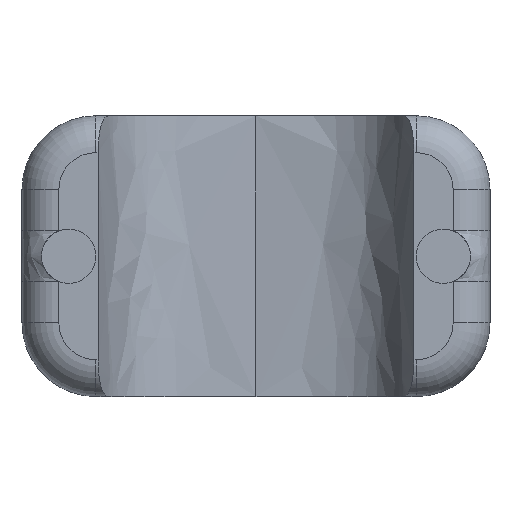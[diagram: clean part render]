
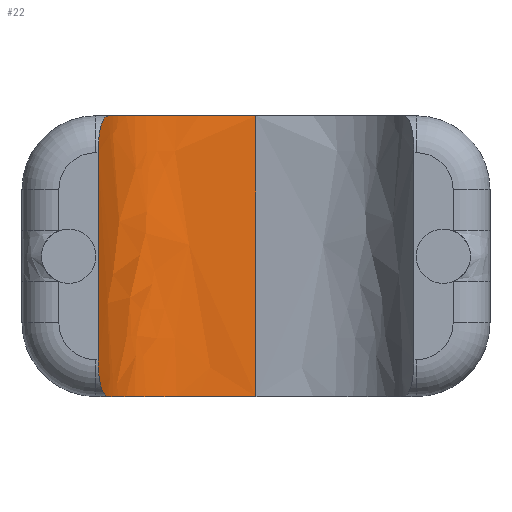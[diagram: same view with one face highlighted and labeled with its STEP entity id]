
A CAD part, front view. The second image highlights one B-rep face of the part: STEP entity #22.
In plain terms, the highlighted free-form (B-spline) face has degree [3, 1] with [4, 2] control points.
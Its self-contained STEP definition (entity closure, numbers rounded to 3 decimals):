
#4 = CARTESIAN_POINT ( 'NONE',  ( 3.175, 1.58, 0. ) ) ;
#22 = ADVANCED_FACE ( 'NONE', ( #1493 ), #1661, .F. ) ;
#30 = ORIENTED_EDGE ( 'NONE', *, *, #3573, .T. ) ;
#77 = EDGE_CURVE ( 'NONE', #508, #2156, #783, .T. ) ;
#105 = CARTESIAN_POINT ( 'NONE',  ( 3.175, 1.58, 3.81 ) ) ;
#241 = CARTESIAN_POINT ( 'NONE',  ( 1.174, 0.5, 3.81 ) ) ;
#317 = VERTEX_POINT ( 'NONE', #4047 ) ;
#393 = CARTESIAN_POINT ( 'NONE',  ( 1.033, 0., 3.81 ) ) ;
#508 = VERTEX_POINT ( 'NONE', #3138 ) ;
#610 = DIRECTION ( 'NONE',  ( 0., 0., 1. ) ) ;
#630 = CARTESIAN_POINT ( 'NONE',  ( 1.174, 0.5, 0. ) ) ;
#640 = CARTESIAN_POINT ( 'NONE',  ( 1.046, 0.057, 3.576 ) ) ;
#739 = CARTESIAN_POINT ( 'NONE',  ( 1.585, 1.58, 3.81 ) ) ;
#783 = B_SPLINE_CURVE_WITH_KNOTS ( 'NONE', 3,
 ( #1186, #3711, #1209, #4312 ),
 .UNSPECIFIED., .F., .F.,
 ( 4, 4 ),
 ( 0., 0.83 ),
 .UNSPECIFIED. ) ;
#842 = VECTOR ( 'NONE', #1378, 1000. ) ;
#908 = CARTESIAN_POINT ( 'NONE',  ( 1.174, 0.5, 0. ) ) ;
#987 = CARTESIAN_POINT ( 'NONE',  ( 1.174, 0.5, 3.81 ) ) ;
#1059 = CARTESIAN_POINT ( 'NONE',  ( 1.294, 1.081, 3.81 ) ) ;
#1186 = CARTESIAN_POINT ( 'NONE',  ( 3.175, 1.58, 0. ) ) ;
#1209 = CARTESIAN_POINT ( 'NONE',  ( 1.43, 1.236, 0. ) ) ;
#1276 = CARTESIAN_POINT ( 'NONE',  ( 1.033, 0., 3.31 ) ) ;
#1378 = DIRECTION ( 'NONE',  ( 0., 0., 1. ) ) ;
#1400 = CARTESIAN_POINT ( 'NONE',  ( 1.033, 0., 0.5 ) ) ;
#1422 = CARTESIAN_POINT ( 'NONE',  ( 1.13, 0.373, 0. ) ) ;
#1493 = FACE_OUTER_BOUND ( 'NONE', #3341, .T. ) ;
#1554 = EDGE_CURVE ( 'NONE', #2758, #317, #2650, .T. ) ;
#1661 = B_SPLINE_SURFACE_WITH_KNOTS ( 'NONE', 3, 1, ( 
 ( #4, #3170 ),
 ( #2185, #739 ),
 ( #3555, #1059 ),
 ( #3892, #393 ) ),
 .UNSPECIFIED., .F., .F., .F.,
 ( 4, 4 ),
 ( 2, 2 ),
 ( 0., 1. ),
 ( 0., 1. ),
 .UNSPECIFIED. ) ;
#1729 = CARTESIAN_POINT ( 'NONE',  ( 1.046, 0.057, 0.234 ) ) ;
#1742 = ORIENTED_EDGE ( 'NONE', *, *, #2453, .T. ) ;
#1796 = CARTESIAN_POINT ( 'NONE',  ( 1.174, 0.5, 3.81 ) ) ;
#1838 = ORIENTED_EDGE ( 'NONE', *, *, #1554, .T. ) ;
#1950 = ORIENTED_EDGE ( 'NONE', *, *, #3538, .F. ) ;
#2141 = CARTESIAN_POINT ( 'NONE',  ( 1.095, 0.244, 0.051 ) ) ;
#2156 = VERTEX_POINT ( 'NONE', #908 ) ;
#2185 = CARTESIAN_POINT ( 'NONE',  ( 1.585, 1.58, 0. ) ) ;
#2206 = EDGE_CURVE ( 'NONE', #3809, #2758, #3428, .T. ) ;
#2386 = LINE ( 'NONE', #3797, #4215 ) ;
#2420 = LINE ( 'NONE', #3487, #842 ) ;
#2440 = CARTESIAN_POINT ( 'NONE',  ( 1.033, 0., 0.5 ) ) ;
#2453 = EDGE_CURVE ( 'NONE', #508, #3809, #2386, .T. ) ;
#2541 = B_SPLINE_CURVE_WITH_KNOTS ( 'NONE', 3,
 ( #2440, #4217, #1729, #2141, #1422, #630 ),
 .UNSPECIFIED., .F., .F.,
 ( 4, 2, 4 ),
 ( 0., 0., 0.001 ),
 .UNSPECIFIED. ) ;
#2563 = CARTESIAN_POINT ( 'NONE',  ( 3.175, 1.58, 3.81 ) ) ;
#2643 = VERTEX_POINT ( 'NONE', #1400 ) ;
#2650 = B_SPLINE_CURVE_WITH_KNOTS ( 'NONE', 3,
 ( #987, #3829, #3754, #640, #3800, #1276 ),
 .UNSPECIFIED., .F., .F.,
 ( 4, 2, 4 ),
 ( 0., 0., 0.001 ),
 .UNSPECIFIED. ) ;
#2758 = VERTEX_POINT ( 'NONE', #241 ) ;
#3138 = CARTESIAN_POINT ( 'NONE',  ( 3.175, 1.58, 0. ) ) ;
#3170 = CARTESIAN_POINT ( 'NONE',  ( 3.175, 1.58, 3.81 ) ) ;
#3341 = EDGE_LOOP ( 'NONE', ( #3432, #1838, #1950, #30, #4540, #1742 ) ) ;
#3428 = B_SPLINE_CURVE_WITH_KNOTS ( 'NONE', 3,
 ( #105, #3632, #3588, #1796 ),
 .UNSPECIFIED., .F., .F.,
 ( 4, 4 ),
 ( 0., 0.83 ),
 .UNSPECIFIED. ) ;
#3432 = ORIENTED_EDGE ( 'NONE', *, *, #2206, .T. ) ;
#3487 = CARTESIAN_POINT ( 'NONE',  ( 1.033, 0., 0. ) ) ;
#3538 = EDGE_CURVE ( 'NONE', #2643, #317, #2420, .T. ) ;
#3555 = CARTESIAN_POINT ( 'NONE',  ( 1.294, 1.081, 0. ) ) ;
#3573 = EDGE_CURVE ( 'NONE', #2643, #2156, #2541, .T. ) ;
#3588 = CARTESIAN_POINT ( 'NONE',  ( 1.43, 1.236, 3.81 ) ) ;
#3632 = CARTESIAN_POINT ( 'NONE',  ( 1.855, 1.58, 3.81 ) ) ;
#3711 = CARTESIAN_POINT ( 'NONE',  ( 1.855, 1.58, 0. ) ) ;
#3754 = CARTESIAN_POINT ( 'NONE',  ( 1.095, 0.245, 3.759 ) ) ;
#3797 = CARTESIAN_POINT ( 'NONE',  ( 3.175, 1.58, 0. ) ) ;
#3800 = CARTESIAN_POINT ( 'NONE',  ( 1.033, 0., 3.445 ) ) ;
#3809 = VERTEX_POINT ( 'NONE', #2563 ) ;
#3829 = CARTESIAN_POINT ( 'NONE',  ( 1.13, 0.373, 3.81 ) ) ;
#3892 = CARTESIAN_POINT ( 'NONE',  ( 1.033, 0., 0. ) ) ;
#4047 = CARTESIAN_POINT ( 'NONE',  ( 1.033, 0., 3.31 ) ) ;
#4215 = VECTOR ( 'NONE', #610, 1000. ) ;
#4217 = CARTESIAN_POINT ( 'NONE',  ( 1.033, 0., 0.365 ) ) ;
#4312 = CARTESIAN_POINT ( 'NONE',  ( 1.174, 0.5, 0. ) ) ;
#4540 = ORIENTED_EDGE ( 'NONE', *, *, #77, .F. ) ;
